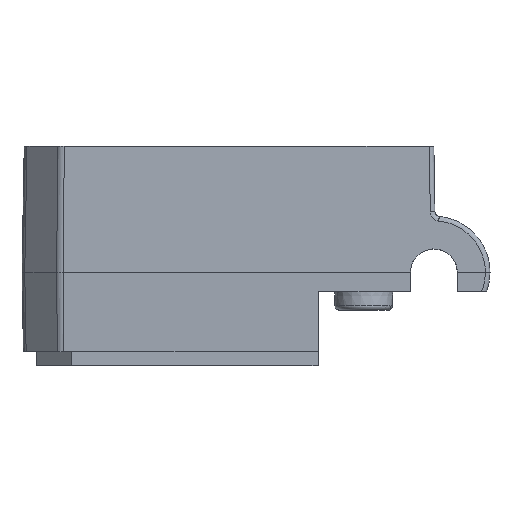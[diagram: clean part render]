
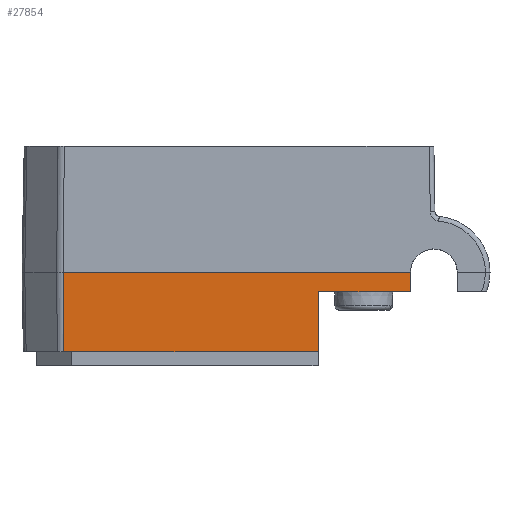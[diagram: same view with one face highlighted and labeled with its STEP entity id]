
A CAD part, left-side view. The second image highlights one B-rep face of the part: STEP entity #27854.
In plain terms, the highlighted face is planar.
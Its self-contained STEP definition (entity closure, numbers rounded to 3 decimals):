
#2188 = PLANE('',#2189);
#2189 = AXIS2_PLACEMENT_3D('',#2190,#2191,#2192);
#2190 = CARTESIAN_POINT('',(-21.,10.626,22.5));
#2191 = DIRECTION('',(0.,-1.,-0.009));
#2192 = DIRECTION('',(0.,0.009,-1.));
#4124 = PLANE('',#4125);
#4125 = AXIS2_PLACEMENT_3D('',#4126,#4127,#4128);
#4126 = CARTESIAN_POINT('',(-20.782,-21.,0.002));
#4127 = DIRECTION('',(-1.,0.,-0.017));
#4128 = DIRECTION('',(0.,1.,0.));
#5933 = PLANE('',#5934);
#5934 = AXIS2_PLACEMENT_3D('',#5935,#5936,#5937);
#5935 = CARTESIAN_POINT('',(-21.,26.55,14.55));
#5936 = DIRECTION('',(0.,0.,-1.));
#5937 = DIRECTION('',(0.,1.,0.));
#15317 = PLANE('',#15318);
#15318 = AXIS2_PLACEMENT_3D('',#15319,#15320,#15321);
#15319 = CARTESIAN_POINT('',(-6.199,-13.764,21.));
#15320 = DIRECTION('',(0.,0.,-1.));
#15321 = DIRECTION('',(-1.,0.,0.));
#15971 = CYLINDRICAL_SURFACE('',#15972,1.);
#15972 = AXIS2_PLACEMENT_3D('',#15973,#15974,#15975);
#15973 = CARTESIAN_POINT('',(-20.218,-16.676,
    -0.022));
#15974 = DIRECTION('',(-0.017,-0.007,
    -1.));
#15975 = DIRECTION('',(-0.924,-0.383,
    0.019));
#24227 = VERTEX_POINT('',#24228);
#24228 = CARTESIAN_POINT('',(-20.964,20.5,14.55));
#24242 = PLANE('',#24243);
#24243 = AXIS2_PLACEMENT_3D('',#24244,#24245,#24246);
#24244 = CARTESIAN_POINT('',(-21.,20.5,15.));
#24245 = DIRECTION('',(0.,-1.,0.));
#24246 = DIRECTION('',(0.,0.,-1.));
#24254 = EDGE_CURVE('',#24227,#24255,#24257,.T.);
#24255 = VERTEX_POINT('',#24256);
#24256 = CARTESIAN_POINT('',(-20.964,10.695,
    14.55));
#24257 = SURFACE_CURVE('',#24258,(#24262,#24269),.PCURVE_S1.);
#24258 = LINE('',#24259,#24260);
#24259 = CARTESIAN_POINT('',(-20.964,2.775,14.55));
#24260 = VECTOR('',#24261,1.);
#24261 = DIRECTION('',(0.,-1.,0.));
#24262 = PCURVE('',#5933,#24263);
#24263 = DEFINITIONAL_REPRESENTATION('',(#24264),#24268);
#24264 = LINE('',#24265,#24266);
#24265 = CARTESIAN_POINT('',(-23.775,0.036));
#24266 = VECTOR('',#24267,1.);
#24267 = DIRECTION('',(-1.,0.));
#24268 = ( GEOMETRIC_REPRESENTATION_CONTEXT(2) 
PARAMETRIC_REPRESENTATION_CONTEXT() REPRESENTATION_CONTEXT('2D SPACE',''
  ) );
#24269 = PCURVE('',#24270,#24275);
#24270 = PLANE('',#24271);
#24271 = AXIS2_PLACEMENT_3D('',#24272,#24273,#24274);
#24272 = CARTESIAN_POINT('',(-21.218,-21.,0.002));
#24273 = DIRECTION('',(-1.,0.,0.017));
#24274 = DIRECTION('',(0.,1.,0.));
#24275 = DEFINITIONAL_REPRESENTATION('',(#24276),#24280);
#24276 = LINE('',#24277,#24278);
#24277 = CARTESIAN_POINT('',(23.775,-14.55));
#24278 = VECTOR('',#24279,1.);
#24279 = DIRECTION('',(-1.,0.));
#24280 = ( GEOMETRIC_REPRESENTATION_CONTEXT(2) 
PARAMETRIC_REPRESENTATION_CONTEXT() REPRESENTATION_CONTEXT('2D SPACE',''
  ) );
#26192 = VERTEX_POINT('',#26193);
#26193 = CARTESIAN_POINT('',(-21.,-16.586,12.5));
#26214 = EDGE_CURVE('',#26215,#26192,#26217,.T.);
#26215 = VERTEX_POINT('',#26216);
#26216 = CARTESIAN_POINT('',(-21.,20.5,12.5));
#26217 = SURFACE_CURVE('',#26218,(#26222,#26229),.PCURVE_S1.);
#26218 = LINE('',#26219,#26220);
#26219 = CARTESIAN_POINT('',(-21.,29.,12.5));
#26220 = VECTOR('',#26221,1.);
#26221 = DIRECTION('',(0.,-1.,0.));
#26222 = PCURVE('',#4124,#26223);
#26223 = DEFINITIONAL_REPRESENTATION('',(#26224),#26228);
#26224 = LINE('',#26225,#26226);
#26225 = CARTESIAN_POINT('',(50.,-12.5));
#26226 = VECTOR('',#26227,1.);
#26227 = DIRECTION('',(-1.,0.));
#26228 = ( GEOMETRIC_REPRESENTATION_CONTEXT(2) 
PARAMETRIC_REPRESENTATION_CONTEXT() REPRESENTATION_CONTEXT('2D SPACE',''
  ) );
#26229 = PCURVE('',#24270,#26230);
#26230 = DEFINITIONAL_REPRESENTATION('',(#26231),#26235);
#26231 = LINE('',#26232,#26233);
#26232 = CARTESIAN_POINT('',(50.,-12.5));
#26233 = VECTOR('',#26234,1.);
#26234 = DIRECTION('',(-1.,-0.));
#26235 = ( GEOMETRIC_REPRESENTATION_CONTEXT(2) 
PARAMETRIC_REPRESENTATION_CONTEXT() REPRESENTATION_CONTEXT('2D SPACE',''
  ) );
#27352 = VERTEX_POINT('',#27353);
#27353 = CARTESIAN_POINT('',(-20.852,-16.524,21.));
#27397 = EDGE_CURVE('',#27352,#26192,#27398,.T.);
#27398 = SURFACE_CURVE('',#27399,(#27403,#27410),.PCURVE_S1.);
#27399 = LINE('',#27400,#27401);
#27400 = CARTESIAN_POINT('',(-21.218,-16.676,
    -0.005));
#27401 = VECTOR('',#27402,1.);
#27402 = DIRECTION('',(-0.017,-0.007,
    -1.));
#27403 = PCURVE('',#15971,#27404);
#27404 = DEFINITIONAL_REPRESENTATION('',(#27405),#27409);
#27405 = LINE('',#27406,#27407);
#27406 = CARTESIAN_POINT('',(0.393,0.));
#27407 = VECTOR('',#27408,1.);
#27408 = DIRECTION('',(0.,1.));
#27409 = ( GEOMETRIC_REPRESENTATION_CONTEXT(2) 
PARAMETRIC_REPRESENTATION_CONTEXT() REPRESENTATION_CONTEXT('2D SPACE',''
  ) );
#27410 = PCURVE('',#24270,#27411);
#27411 = DEFINITIONAL_REPRESENTATION('',(#27412),#27416);
#27412 = LINE('',#27413,#27414);
#27413 = CARTESIAN_POINT('',(4.324,0.007));
#27414 = VECTOR('',#27415,1.);
#27415 = DIRECTION('',(-0.007,1.));
#27416 = ( GEOMETRIC_REPRESENTATION_CONTEXT(2) 
PARAMETRIC_REPRESENTATION_CONTEXT() REPRESENTATION_CONTEXT('2D SPACE',''
  ) );
#27854 = ADVANCED_FACE('',(#27855),#24270,.T.);
#27855 = FACE_BOUND('',#27856,.T.);
#27856 = EDGE_LOOP('',(#27857,#27858,#27881,#27902,#27903,#27924));
#27857 = ORIENTED_EDGE('',*,*,#27397,.F.);
#27858 = ORIENTED_EDGE('',*,*,#27859,.F.);
#27859 = EDGE_CURVE('',#27860,#27352,#27862,.T.);
#27860 = VERTEX_POINT('',#27861);
#27861 = CARTESIAN_POINT('',(-20.852,10.639,21.));
#27862 = SURFACE_CURVE('',#27863,(#27867,#27874),.PCURVE_S1.);
#27863 = LINE('',#27864,#27865);
#27864 = CARTESIAN_POINT('',(-20.852,-17.382,21.));
#27865 = VECTOR('',#27866,1.);
#27866 = DIRECTION('',(0.,-1.,0.));
#27867 = PCURVE('',#24270,#27868);
#27868 = DEFINITIONAL_REPRESENTATION('',(#27869),#27873);
#27869 = LINE('',#27870,#27871);
#27870 = CARTESIAN_POINT('',(3.618,-21.001));
#27871 = VECTOR('',#27872,1.);
#27872 = DIRECTION('',(-1.,-0.));
#27873 = ( GEOMETRIC_REPRESENTATION_CONTEXT(2) 
PARAMETRIC_REPRESENTATION_CONTEXT() REPRESENTATION_CONTEXT('2D SPACE',''
  ) );
#27874 = PCURVE('',#15317,#27875);
#27875 = DEFINITIONAL_REPRESENTATION('',(#27876),#27880);
#27876 = LINE('',#27877,#27878);
#27877 = CARTESIAN_POINT('',(14.653,-3.618));
#27878 = VECTOR('',#27879,1.);
#27879 = DIRECTION('',(0.,-1.));
#27880 = ( GEOMETRIC_REPRESENTATION_CONTEXT(2) 
PARAMETRIC_REPRESENTATION_CONTEXT() REPRESENTATION_CONTEXT('2D SPACE',''
  ) );
#27881 = ORIENTED_EDGE('',*,*,#27882,.T.);
#27882 = EDGE_CURVE('',#27860,#24255,#27883,.T.);
#27883 = SURFACE_CURVE('',#27884,(#27888,#27895),.PCURVE_S1.);
#27884 = LINE('',#27885,#27886);
#27885 = CARTESIAN_POINT('',(-21.019,10.723,
    11.388));
#27886 = VECTOR('',#27887,1.);
#27887 = DIRECTION('',(-0.017,0.009,
    -1.));
#27888 = PCURVE('',#24270,#27889);
#27889 = DEFINITIONAL_REPRESENTATION('',(#27890),#27894);
#27890 = LINE('',#27891,#27892);
#27891 = CARTESIAN_POINT('',(31.723,-11.388));
#27892 = VECTOR('',#27893,1.);
#27893 = DIRECTION('',(0.009,1.));
#27894 = ( GEOMETRIC_REPRESENTATION_CONTEXT(2) 
PARAMETRIC_REPRESENTATION_CONTEXT() REPRESENTATION_CONTEXT('2D SPACE',''
  ) );
#27895 = PCURVE('',#2188,#27896);
#27896 = DEFINITIONAL_REPRESENTATION('',(#27897),#27901);
#27897 = LINE('',#27898,#27899);
#27898 = CARTESIAN_POINT('',(11.112,-0.019));
#27899 = VECTOR('',#27900,1.);
#27900 = DIRECTION('',(1.,-0.017));
#27901 = ( GEOMETRIC_REPRESENTATION_CONTEXT(2) 
PARAMETRIC_REPRESENTATION_CONTEXT() REPRESENTATION_CONTEXT('2D SPACE',''
  ) );
#27902 = ORIENTED_EDGE('',*,*,#24254,.F.);
#27903 = ORIENTED_EDGE('',*,*,#27904,.F.);
#27904 = EDGE_CURVE('',#26215,#24227,#27905,.T.);
#27905 = SURFACE_CURVE('',#27906,(#27910,#27917),.PCURVE_S1.);
#27906 = LINE('',#27907,#27908);
#27907 = CARTESIAN_POINT('',(-21.087,20.5,7.501));
#27908 = VECTOR('',#27909,1.);
#27909 = DIRECTION('',(0.017,0.,1.));
#27910 = PCURVE('',#24270,#27911);
#27911 = DEFINITIONAL_REPRESENTATION('',(#27912),#27916);
#27912 = LINE('',#27913,#27914);
#27913 = CARTESIAN_POINT('',(41.5,-7.5));
#27914 = VECTOR('',#27915,1.);
#27915 = DIRECTION('',(0.,-1.));
#27916 = ( GEOMETRIC_REPRESENTATION_CONTEXT(2) 
PARAMETRIC_REPRESENTATION_CONTEXT() REPRESENTATION_CONTEXT('2D SPACE',''
  ) );
#27917 = PCURVE('',#24242,#27918);
#27918 = DEFINITIONAL_REPRESENTATION('',(#27919),#27923);
#27919 = LINE('',#27920,#27921);
#27920 = CARTESIAN_POINT('',(7.499,-0.087));
#27921 = VECTOR('',#27922,1.);
#27922 = DIRECTION('',(-1.,0.017));
#27923 = ( GEOMETRIC_REPRESENTATION_CONTEXT(2) 
PARAMETRIC_REPRESENTATION_CONTEXT() REPRESENTATION_CONTEXT('2D SPACE',''
  ) );
#27924 = ORIENTED_EDGE('',*,*,#26214,.T.);
